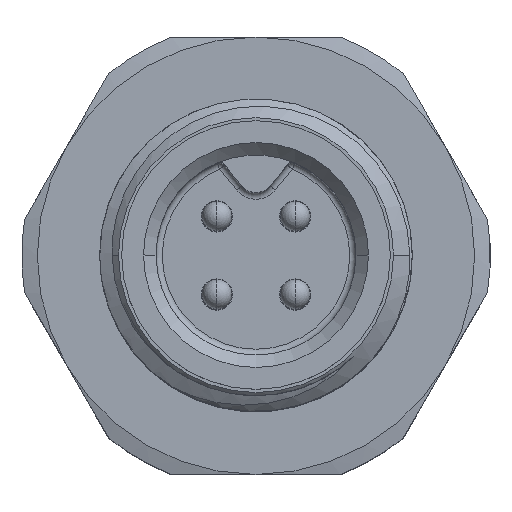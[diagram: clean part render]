
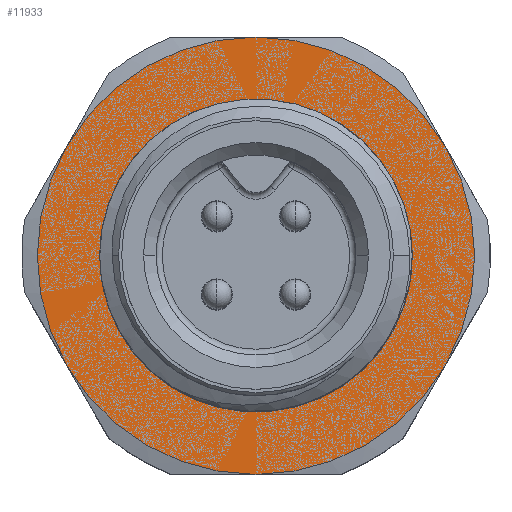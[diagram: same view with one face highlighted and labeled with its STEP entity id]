
A CAD part, top view. The second image highlights one B-rep face of the part: STEP entity #11933.
In plain terms, the highlighted planar face has unit normal (0, 0, 1).
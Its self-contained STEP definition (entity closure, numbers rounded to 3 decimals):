
#11385=CARTESIAN_POINT('',(0.401,2.193,-6.));
#11386=CARTESIAN_POINT('',(0.357,2.204,-6.));
#11387=CARTESIAN_POINT('',(0.269,2.223,-6.));
#11388=CARTESIAN_POINT('',(0.135,2.244,-6.));
#11389=CARTESIAN_POINT('',(0.045,2.252,-6.));
#11390=CARTESIAN_POINT('',(0.,2.255,-6.));
#11392=DIRECTION('',(0.,-1.,0.));
#11393=VECTOR('',#11392,0.025);
#11394=CARTESIAN_POINT('',(0.,2.255,-6.));
#11395=LINE('',#11394,#11393);
#11396=CARTESIAN_POINT('',(0.,0.,-6.));
#11397=DIRECTION('',(0.,0.,1.));
#11398=DIRECTION('',(0.,1.,0.));
#11399=AXIS2_PLACEMENT_3D('',#11396,#11397,#11398);
#11401=CARTESIAN_POINT('',(0.,0.,-6.));
#11402=DIRECTION('',(0.,0.,1.));
#11403=DIRECTION('',(0.,-1.,0.));
#11404=AXIS2_PLACEMENT_3D('',#11401,#11402,#11403);
#11406=CARTESIAN_POINT('',(0.,0.,-6.));
#11407=DIRECTION('',(0.,0.,1.));
#11408=DIRECTION('',(0.,1.,0.));
#11409=AXIS2_PLACEMENT_3D('',#11406,#11407,#11408);
#11411=CARTESIAN_POINT('',(0.,0.,-6.));
#11412=DIRECTION('',(0.,0.,1.));
#11413=DIRECTION('',(0.866,0.5,0.));
#11414=AXIS2_PLACEMENT_3D('',#11411,#11412,#11413);
#11416=CARTESIAN_POINT('',(0.,0.,-6.));
#11417=DIRECTION('',(0.,0.,1.));
#11418=DIRECTION('',(0.866,-0.5,0.));
#11419=AXIS2_PLACEMENT_3D('',#11416,#11417,#11418);
#11421=CARTESIAN_POINT('',(0.,0.,-6.));
#11422=DIRECTION('',(0.,0.,1.));
#11423=DIRECTION('',(0.,-1.,0.));
#11424=AXIS2_PLACEMENT_3D('',#11421,#11422,#11423);
#11426=CARTESIAN_POINT('',(0.,0.,-6.));
#11427=DIRECTION('',(0.,0.,1.));
#11428=DIRECTION('',(-0.866,-0.5,0.));
#11429=AXIS2_PLACEMENT_3D('',#11426,#11427,#11428);
#11431=CARTESIAN_POINT('',(0.,0.,-6.));
#11432=DIRECTION('',(0.,0.,1.));
#11433=DIRECTION('',(-0.866,0.5,0.));
#11434=AXIS2_PLACEMENT_3D('',#11431,#11432,#11433);
#11568=VERTEX_POINT('',#11390);
#11569=VERTEX_POINT('',#11385);
#11570=CARTESIAN_POINT('',(0.,2.23,-6.));
#11571=VERTEX_POINT('',#11570);
#11572=CARTESIAN_POINT('',(0.,3.5,-6.));
#11573=CARTESIAN_POINT('',(-3.031,1.75,-6.));
#11574=VERTEX_POINT('',#11572);
#11575=VERTEX_POINT('',#11573);
#11576=CARTESIAN_POINT('',(-3.031,-1.75,-6.));
#11577=VERTEX_POINT('',#11576);
#11578=CARTESIAN_POINT('',(0.,-3.5,-6.));
#11579=VERTEX_POINT('',#11578);
#11580=CARTESIAN_POINT('',(3.031,-1.75,-6.));
#11581=VERTEX_POINT('',#11580);
#11582=CARTESIAN_POINT('',(3.031,1.75,-6.));
#11583=VERTEX_POINT('',#11582);
#11632=CARTESIAN_POINT('',(0.,-2.23,-6.));
#11633=VERTEX_POINT('',#11632);
#11910=CARTESIAN_POINT('',(0.,0.,-6.));
#11911=DIRECTION('',(0.,0.,1.));
#11912=DIRECTION('',(0.,1.,0.));
#11913=AXIS2_PLACEMENT_3D('',#11910,#11911,#11912);
#11914=PLANE('',#11913);
#11915=ORIENTED_EDGE('',*,*,#11847,.F.);
#11916=ORIENTED_EDGE('',*,*,#11813,.F.);
#11917=ORIENTED_EDGE('',*,*,#11779,.F.);
#11918=ORIENTED_EDGE('',*,*,#11745,.F.);
#11919=ORIENTED_EDGE('',*,*,#11712,.F.);
#11920=ORIENTED_EDGE('',*,*,#11905,.F.);
#11921=EDGE_LOOP('',(#11915,#11916,#11917,#11918,#11919,#11920));
#11922=FACE_OUTER_BOUND('',#11921,.F.);
#11924=ORIENTED_EDGE('',*,*,#11923,.T.);
#11926=ORIENTED_EDGE('',*,*,#11925,.T.);
#11928=ORIENTED_EDGE('',*,*,#11927,.T.);
#11930=ORIENTED_EDGE('',*,*,#11929,.T.);
#11931=EDGE_LOOP('',(#11924,#11926,#11928,#11930));
#11932=FACE_BOUND('',#11931,.F.);
#11391=B_SPLINE_CURVE_WITH_KNOTS('',3,(#11385,#11386,#11387,#11388,#11389,
#11390),.UNSPECIFIED.,.F.,.F.,(4,1,1,4),(0.,0.333,
0.667,1.),.UNSPECIFIED.);
#11400=CIRCLE('',#11399,2.23);
#11405=CIRCLE('',#11404,2.23);
#11410=CIRCLE('',#11409,3.5);
#11415=CIRCLE('',#11414,3.5);
#11420=CIRCLE('',#11419,3.5);
#11425=CIRCLE('',#11424,3.5);
#11430=CIRCLE('',#11429,3.5);
#11435=CIRCLE('',#11434,3.5);
#11712=EDGE_CURVE('',#11577,#11579,#11430,.T.);
#11745=EDGE_CURVE('',#11579,#11581,#11425,.T.);
#11779=EDGE_CURVE('',#11581,#11583,#11420,.T.);
#11813=EDGE_CURVE('',#11583,#11574,#11415,.T.);
#11847=EDGE_CURVE('',#11574,#11575,#11410,.T.);
#11905=EDGE_CURVE('',#11575,#11577,#11435,.T.);
#11923=EDGE_CURVE('',#11569,#11568,#11391,.T.);
#11925=EDGE_CURVE('',#11568,#11571,#11395,.T.);
#11927=EDGE_CURVE('',#11571,#11633,#11400,.T.);
#11929=EDGE_CURVE('',#11633,#11569,#11405,.T.);
#11933=ADVANCED_FACE('',(#11922,#11932),#11914,.T.);
